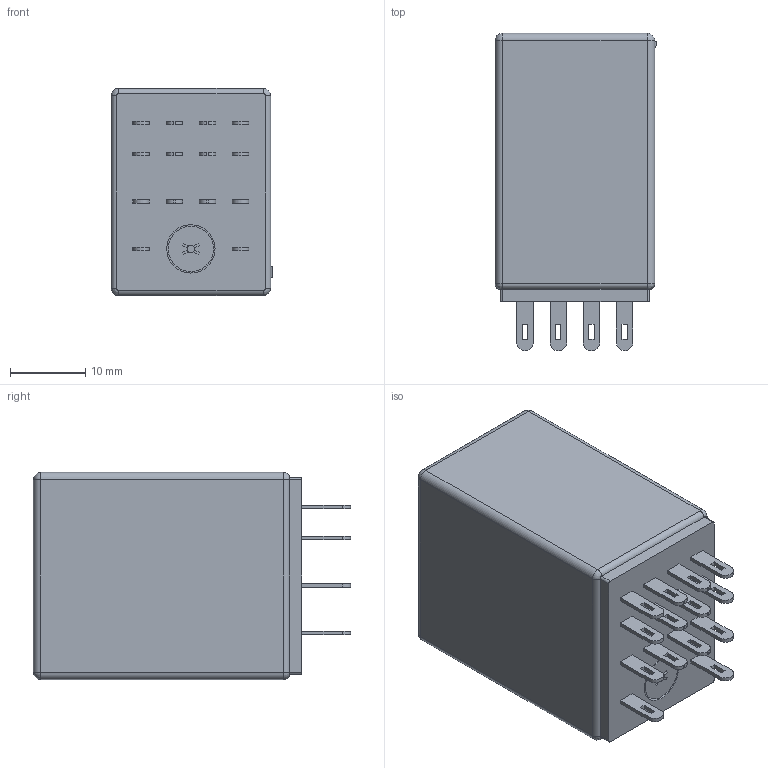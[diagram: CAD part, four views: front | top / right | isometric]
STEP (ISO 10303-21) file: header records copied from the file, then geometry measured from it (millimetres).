
FILE_DESCRIPTION((''),'2;1');
FILE_NAME('R4.stp','2015-07-21T09:07:49',('CAD Station'),(''),'Autodesk Inventor 2013','Autodesk Inventor 2013','');
FILE_SCHEMA(('CONFIG_CONTROL_DESIGN'));
Length unit declared in the file: millimetre
Products named in the file (3): Assembly1; R2 top; R4
Assembly tree (2 placements, depth 2):
  Assembly1
    R2 top
    R4
Bounding box: 21.5 x 42.1 x 27.5 mm (x, y, z)
Volume: 20536.8 mm3; surface area: 5126.2 mm2
Topology: 2 solids, 2 shells, 224 faces, 570 edges, 367 vertices
Faces by surface type: plane 163, cylinder 51, bspline 6, sphere 3, torus 1
Full cylindrical faces by diameter (mm): 1 x1, 1.5 x2, 2 x1, 6 x1, 6.411 x1
Entity records: 7038 total; most frequent: CARTESIAN_POINT 1345, ORIENTED_EDGE 1120, DIRECTION 1110, EDGE_CURVE 560, VECTOR 448, LINE 448, VERTEX_POINT 366, AXIS2_PLACEMENT_3D 331
